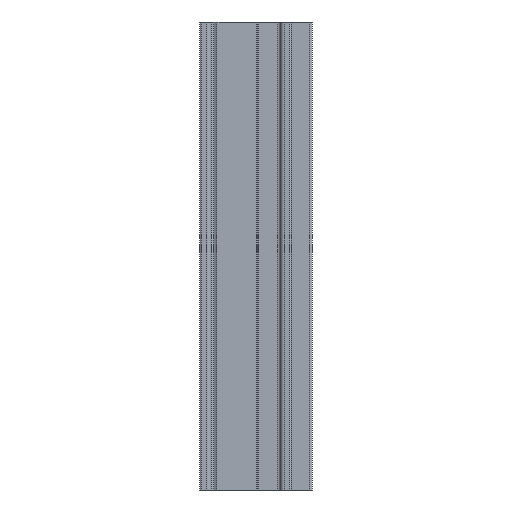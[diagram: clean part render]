
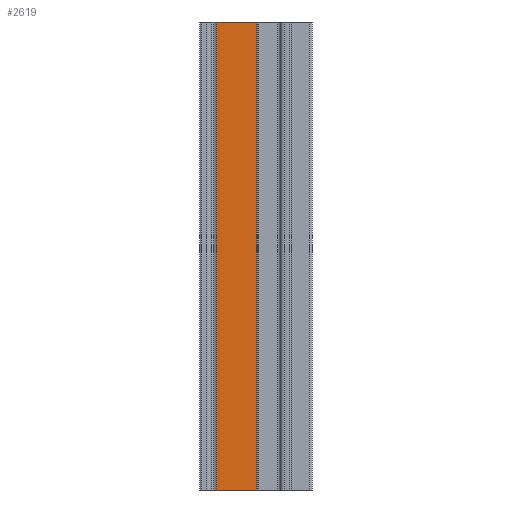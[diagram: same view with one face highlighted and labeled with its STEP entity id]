
A CAD part, left-side view. The second image highlights one B-rep face of the part: STEP entity #2619.
In plain terms, the highlighted planar face has unit normal (-1, 0, 0).
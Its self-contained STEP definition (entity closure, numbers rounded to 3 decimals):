
#63=PLANE('',#2885);
#161=FACE_OUTER_BOUND('',#295,.T.);
#295=EDGE_LOOP('',(#2015,#2016,#2017,#2018));
#516=LINE('',#4236,#780);
#535=LINE('',#4304,#799);
#537=LINE('',#4308,#801);
#538=LINE('',#4309,#802);
#780=VECTOR('',#3400,10.);
#799=VECTOR('',#3463,10.);
#801=VECTOR('',#3467,10.);
#802=VECTOR('',#3468,10.);
#1207=VERTEX_POINT('',#4233);
#1208=VERTEX_POINT('',#4235);
#1235=VERTEX_POINT('',#4302);
#1236=VERTEX_POINT('',#4307);
#1521=EDGE_CURVE('',#1207,#1208,#516,.T.);
#1555=EDGE_CURVE('',#1235,#1207,#535,.T.);
#1557=EDGE_CURVE('',#1236,#1235,#537,.T.);
#1558=EDGE_CURVE('',#1208,#1236,#538,.T.);
#2015=ORIENTED_EDGE('',*,*,#1555,.F.);
#2016=ORIENTED_EDGE('',*,*,#1557,.F.);
#2017=ORIENTED_EDGE('',*,*,#1558,.F.);
#2018=ORIENTED_EDGE('',*,*,#1521,.F.);
#2619=ADVANCED_FACE('',(#161),#63,.T.);
#2885=AXIS2_PLACEMENT_3D('',#4306,#3465,#3466);
#3400=DIRECTION('',(0.,1.,0.));
#3463=DIRECTION('',(0.,0.,-1.));
#3465=DIRECTION('center_axis',(-1.,0.,0.));
#3466=DIRECTION('ref_axis',(0.,-1.,0.));
#3467=DIRECTION('',(0.,-1.,0.));
#3468=DIRECTION('',(0.,0.,1.));
#4233=CARTESIAN_POINT('',(-6.088,-8.889,-111.95));
#4235=CARTESIAN_POINT('',(-6.088,10.175,-111.95));
#4236=CARTESIAN_POINT('',(-6.088,10.229,-111.95));
#4302=CARTESIAN_POINT('',(-6.088,-8.889,111.95));
#4304=CARTESIAN_POINT('',(-6.088,-8.889,0.));
#4306=CARTESIAN_POINT('Origin',(-6.088,10.229,0.));
#4307=CARTESIAN_POINT('',(-6.088,10.175,111.95));
#4308=CARTESIAN_POINT('',(-6.088,10.229,111.95));
#4309=CARTESIAN_POINT('',(-6.088,10.175,0.));
